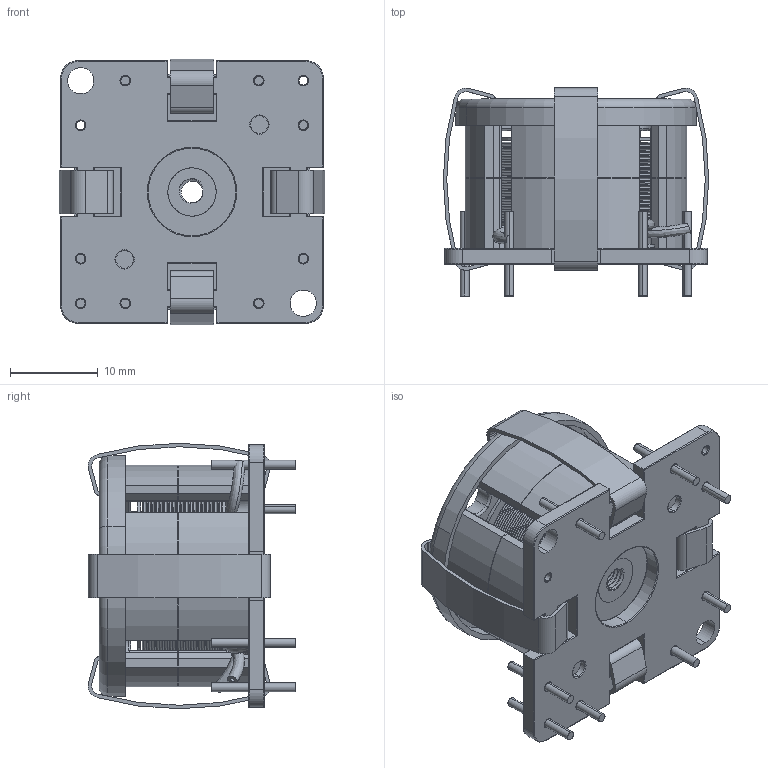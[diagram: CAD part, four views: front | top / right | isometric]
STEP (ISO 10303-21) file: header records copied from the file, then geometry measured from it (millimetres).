
FILE_DESCRIPTION (( 'STEP AP214' ), '1' );
FILE_NAME ('VTX-IND2.STEP', '2025-03-09T19:19:53', ( '' ), ( '' ), 'SwSTEP 2.0', 'SolidWorks 2024', '' );
FILE_SCHEMA (( 'AUTOMOTIVE_DESIGN' ));
Length unit declared in the file: millimetre
Products named in the file (17): Large Pot Core Coil; Large Pot Core Plastic Thread; Large Pot Core Pin; Wire yellow; BB011; Large Pot Core Ring; VTX-IND2; Wire Red; Wire orange; Wire brown; Wire White; Large Pot Core Top Core; Large Pot Core Board; Wire Green; Wire grey; Large Pot Core Clamp; Large Pot Core Bottom Core
Assembly tree (26 placements, depth 2):
  VTX-IND2
    Large Pot Core Board
    BB011
    Large Pot Core Bottom Core
    Large Pot Core Ring
    Large Pot Core Top Core
    Large Pot Core Pin  x8
    Large Pot Core Coil
    Large Pot Core Plastic Thread
    Large Pot Core Clamp  x4
    Wire Red
    Wire White
    Wire Green
    Wire yellow
    Wire orange
    Wire brown
    Wire grey
Bounding box: 30.28 x 23.71 x 30.28 mm (x, y, z)
Volume: 6794 mm3; surface area: 12455.4 mm2
Topology: 55 solids, 55 shells, 702 faces, 1660 edges, 1020 vertices
Faces by surface type: cylinder 269, plane 206, torus 196, bspline 31
Entity records: 26882 total; most frequent: CARTESIAN_POINT 12065, DIRECTION 3104, ORIENTED_EDGE 2840, EDGE_CURVE 1420, AXIS2_PLACEMENT_3D 1286, VERTEX_POINT 860, CIRCLE 686, EDGE_LOOP 658
